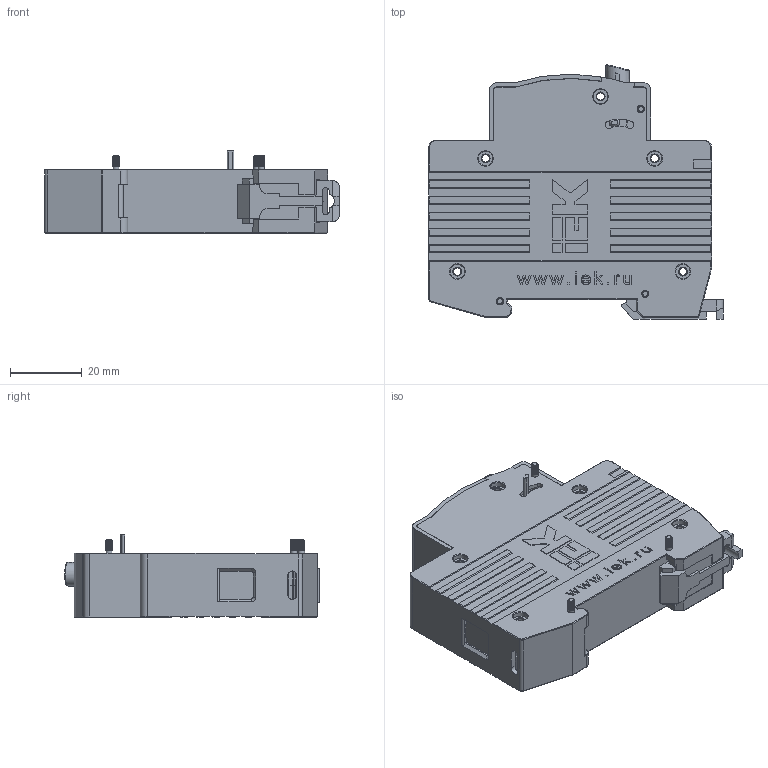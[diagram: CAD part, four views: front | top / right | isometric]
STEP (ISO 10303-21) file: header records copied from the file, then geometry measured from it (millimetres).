
FILE_DESCRIPTION (( 'STEP AP214' ), '1' );
FILE_NAME ('01.03.03.06.01 Ðàñöåïèòåëü íåçàâèñ.ÐÍ47 íîâàÿ ñåðèÿ íà DIN-ðåéêó ÈÝÊ.STEP', '2017-03-16T09:38:31', ( 'user' ), ( '' ), 'SwSTEP 2.0', 'SolidWorks 2014', '' );
FILE_SCHEMA (( 'AUTOMOTIVE_DESIGN' ));
Length unit declared in the file: millimetre
Products named in the file (1): 01.03.03.06.01 Ðàñöåïèòåëü íåçàâèñ.ÐÍ47 íîâàÿ ñåðèÿ íà DIN-ðåéêó ÈÝÊ
Bounding box: 82.3 x 71.07 x 22.9 mm (x, y, z)
Volume: 66641.6 mm3; surface area: 31510.1 mm2
Topology: 1 solids, 2 shells, 1439 faces, 4046 edges, 2644 vertices
Faces by surface type: plane 1066, cylinder 277, cone 54, bspline 31, torus 8, sphere 3
Full cylindrical faces by diameter (mm): 1.8 x3, 2 x2, 2.1 x10, 2.939 x1, 2.984 x1, 3.4 x2, 3.5 x2, 3.6 x4, 4 x10, 6.6 x1, 7 x4, 8.6 x2
Entity records: 62558 total; most frequent: CARTESIAN_POINT 11332, ORIENTED_EDGE 7868, DIRECTION 6922, EDGE_CURVE 3934, LINE 2800, VECTOR 2800, VERTEX_POINT 2611, AXIS2_PLACEMENT_3D 2061
